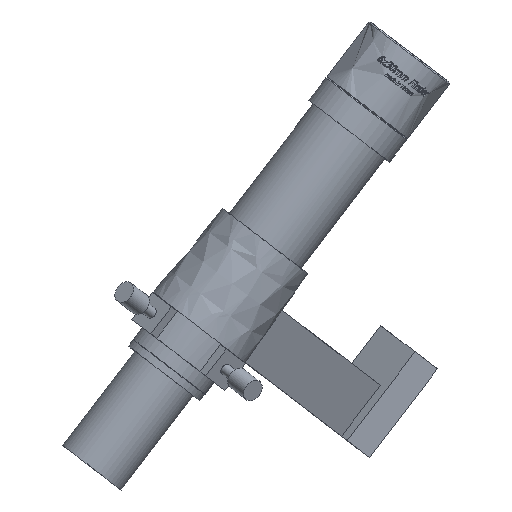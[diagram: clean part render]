
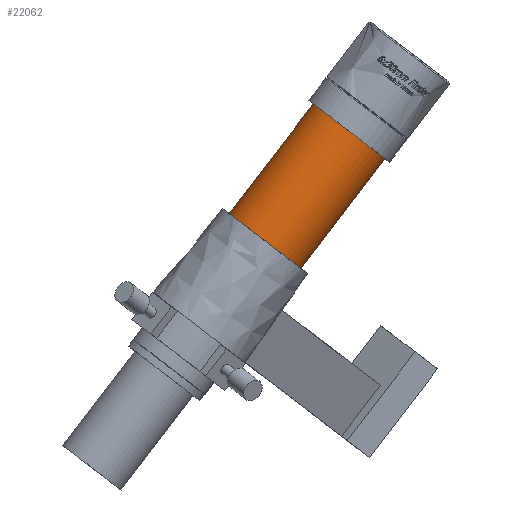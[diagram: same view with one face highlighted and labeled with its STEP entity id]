
A CAD part, left-side view. The second image highlights one B-rep face of the part: STEP entity #22062.
In plain terms, the highlighted free-form (B-spline) face has degree [2, 1] with [9, 2] control points.
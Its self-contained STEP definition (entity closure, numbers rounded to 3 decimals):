
#21988 = EDGE_CURVE('',#21989,#21991,#21993,.T.);
#21989 = VERTEX_POINT('',#21990);
#21990 = CARTESIAN_POINT('',(524.484,-181.,
    1470.751));
#21991 = VERTEX_POINT('',#21992);
#21992 = CARTESIAN_POINT('',(508.621,-200.46,
    1455.866));
#21993 = ( BOUNDED_CURVE() B_SPLINE_CURVE(2,(#21994,#21995,#21996,#21997
,#21998),.UNSPECIFIED.,.F.,.F.) B_SPLINE_CURVE_WITH_KNOTS((3,2,3),(
    4.712,7.069,9.425),
.PIECEWISE_BEZIER_KNOTS.) CURVE() GEOMETRIC_REPRESENTATION_ITEM() 
RATIONAL_B_SPLINE_CURVE((1.,0.383,1.,0.383,1.)) 
REPRESENTATION_ITEM('') );
#21994 = CARTESIAN_POINT('',(524.484,-181.,
    1470.751));
#21995 = CARTESIAN_POINT('',(514.058,-142.301,
    1500.352));
#21996 = CARTESIAN_POINT('',(486.978,-175.521,
    1474.942));
#21997 = CARTESIAN_POINT('',(459.899,-208.742,
    1449.532));
#21998 = CARTESIAN_POINT('',(508.621,-200.46,
    1455.866));
#22000 = EDGE_CURVE('',#21991,#21989,#22001,.T.);
#22001 = ( BOUNDED_CURVE() B_SPLINE_CURVE(2,(#22002,#22003,#22004),
.UNSPECIFIED.,.F.,.F.) B_SPLINE_CURVE_WITH_KNOTS((3,3),(3.142,
4.712),.PIECEWISE_BEZIER_KNOTS.) CURVE() 
GEOMETRIC_REPRESENTATION_ITEM() RATIONAL_B_SPLINE_CURVE((1.,
0.707,1.)) REPRESENTATION_ITEM('') );
#22002 = CARTESIAN_POINT('',(508.621,-200.46,
    1455.866));
#22003 = CARTESIAN_POINT('',(528.802,-197.03,
    1458.49));
#22004 = CARTESIAN_POINT('',(524.484,-181.,
    1470.751));
#22062 = ADVANCED_FACE('',(#22063),#22085,.T.);
#22063 = FACE_BOUND('',#22064,.T.);
#22064 = EDGE_LOOP('',(#22065,#22077,#22082,#22083,#22084));
#22065 = ORIENTED_EDGE('',*,*,#22066,.F.);
#22066 = EDGE_CURVE('',#22067,#22067,#22069,.T.);
#22067 = VERTEX_POINT('',#22068);
#22068 = CARTESIAN_POINT('',(524.484,-221.83,
    1524.13));
#22069 = ( BOUNDED_CURVE() B_SPLINE_CURVE(2,(#22070,#22071,#22072,#22073
    ,#22074,#22075,#22076),.UNSPECIFIED.,.T.,.F.) 
B_SPLINE_CURVE_WITH_KNOTS((3,2,2,3),(4.712,6.807,
8.901,10.996),.PIECEWISE_BEZIER_KNOTS.) CURVE() 
GEOMETRIC_REPRESENTATION_ITEM() RATIONAL_B_SPLINE_CURVE((1.,0.5,1.,0.5,
1.,0.5,1.)) REPRESENTATION_ITEM('') );
#22070 = CARTESIAN_POINT('',(524.484,-221.83,
    1524.13));
#22071 = CARTESIAN_POINT('',(517.004,-194.065,
    1545.366));
#22072 = CARTESIAN_POINT('',(490.472,-213.093,
    1530.812));
#22073 = CARTESIAN_POINT('',(463.94,-232.12,
    1516.258));
#22074 = CARTESIAN_POINT('',(497.952,-240.857,
    1509.576));
#22075 = CARTESIAN_POINT('',(531.964,-249.594,
    1502.893));
#22076 = CARTESIAN_POINT('',(524.484,-221.83,
    1524.13));
#22077 = ORIENTED_EDGE('',*,*,#22078,.T.);
#22078 = EDGE_CURVE('',#22067,#21989,#22079,.T.);
#22079 = B_SPLINE_CURVE_WITH_KNOTS('',1,(#22080,#22081),.UNSPECIFIED.,
  .F.,.F.,(2,2),(-26.05,26.05),.PIECEWISE_BEZIER_KNOTS.);
#22080 = CARTESIAN_POINT('',(524.484,-221.83,
    1524.13));
#22081 = CARTESIAN_POINT('',(524.484,-181.,
    1470.751));
#22082 = ORIENTED_EDGE('',*,*,#21988,.T.);
#22083 = ORIENTED_EDGE('',*,*,#22000,.T.);
#22084 = ORIENTED_EDGE('',*,*,#22078,.F.);
#22085 = ( BOUNDED_SURFACE() B_SPLINE_SURFACE(2,1,(
    (#22086,#22087)
    ,(#22088,#22089)
    ,(#22090,#22091)
    ,(#22092,#22093)
    ,(#22094,#22095)
    ,(#22096,#22097)
    ,(#22098,#22099)
    ,(#22100,#22101)
    ,(#22102,#22103
)),.UNSPECIFIED.,.T.,.F.,.F.) B_SPLINE_SURFACE_WITH_KNOTS((3,2,2,2,3),(2
    ,2),(-3.142,-2.094,0.,2.094,3.142)
,(-26.05,26.05),.UNSPECIFIED.) GEOMETRIC_REPRESENTATION_ITEM() 
RATIONAL_B_SPLINE_SURFACE((
    (0.75,0.75)
    ,(0.75,0.75)
    ,(1.,1.)
    ,(0.5,0.5)
    ,(1.,1.)
    ,(0.5,0.5)
    ,(1.,1.)
    ,(0.75,0.75)
,(0.75,0.75))) REPRESENTATION_ITEM('') SURFACE() );
#22086 = CARTESIAN_POINT('',(524.484,-181.,
    1470.751));
#22087 = CARTESIAN_POINT('',(524.484,-221.83,
    1524.13));
#22088 = CARTESIAN_POINT('',(521.991,-171.746,
    1477.83));
#22089 = CARTESIAN_POINT('',(521.991,-212.575,
    1531.209));
#22090 = CARTESIAN_POINT('',(510.653,-168.833,
    1480.058));
#22091 = CARTESIAN_POINT('',(510.653,-209.662,
    1533.436));
#22092 = CARTESIAN_POINT('',(476.641,-160.097,
    1486.74));
#22093 = CARTESIAN_POINT('',(476.641,-200.926,
    1540.119));
#22094 = CARTESIAN_POINT('',(484.121,-187.861,
    1465.503));
#22095 = CARTESIAN_POINT('',(484.121,-228.69,
    1518.882));
#22096 = CARTESIAN_POINT('',(491.601,-215.625,
    1444.267));
#22097 = CARTESIAN_POINT('',(491.601,-256.454,
    1497.645));
#22098 = CARTESIAN_POINT('',(518.133,-196.598,
    1458.821));
#22099 = CARTESIAN_POINT('',(518.133,-237.427,
    1512.199));
#22100 = CARTESIAN_POINT('',(526.977,-190.255,
    1463.672));
#22101 = CARTESIAN_POINT('',(526.977,-231.084,
    1517.051));
#22102 = CARTESIAN_POINT('',(524.484,-181.,
    1470.751));
#22103 = CARTESIAN_POINT('',(524.484,-221.83,
    1524.13));
